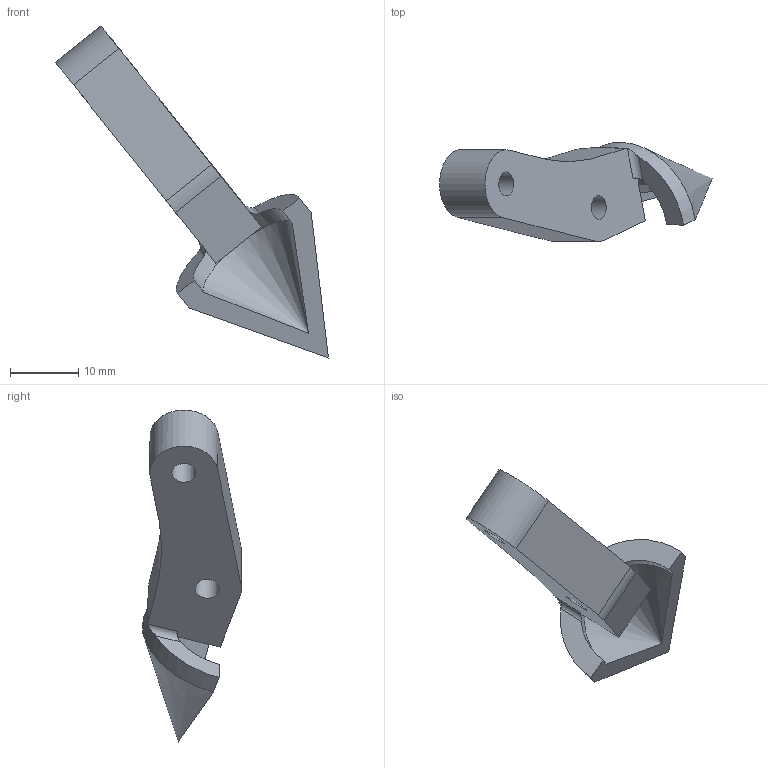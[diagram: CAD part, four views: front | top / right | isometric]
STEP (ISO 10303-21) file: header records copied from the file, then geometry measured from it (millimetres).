
FILE_DESCRIPTION(/* description */ (''),/* implementation_level */ '2;1');
FILE_NAME(/* name */ 'gripper.step',/* time_stamp */ '2024-01-20T19:43:16-05:00',/* author */ (''),/* organization */ (''),/* preprocessor_version */ 'ST-DEVELOPER v20',/* originating_system */ 'Autodesk Translation Framework v12.9.0.99',/* authorisation */ '');
FILE_SCHEMA (('AUTOMOTIVE_DESIGN { 1 0 10303 214 3 1 1 }'));
Length unit declared in the file: millimetre
Products named in the file (3): Robotic Arm 3D Model; Gripper Assembly; Gripper 1
Assembly tree (2 placements, depth 3):
  Robotic Arm 3D Model
    Gripper Assembly
      Gripper 1
Bounding box: 39.96 x 14.55 x 48.63 mm (x, y, z)
Volume: 4182.3 mm3; surface area: 2612.1 mm2
Topology: 1 solids, 1 shells, 22 faces, 62 edges, 40 vertices
Faces by surface type: plane 9, cylinder 8, bspline 2, cone 2, torus 1
Full cylindrical faces by diameter (mm): 3.5 x2
Entity records: 926 total; most frequent: CARTESIAN_POINT 292, ORIENTED_EDGE 120, DIRECTION 116, EDGE_CURVE 60, AXIS2_PLACEMENT_3D 42, VERTEX_POINT 40, LINE 32, VECTOR 32
